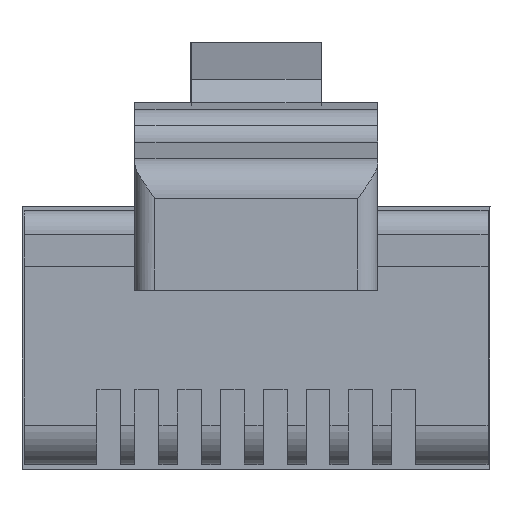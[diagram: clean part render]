
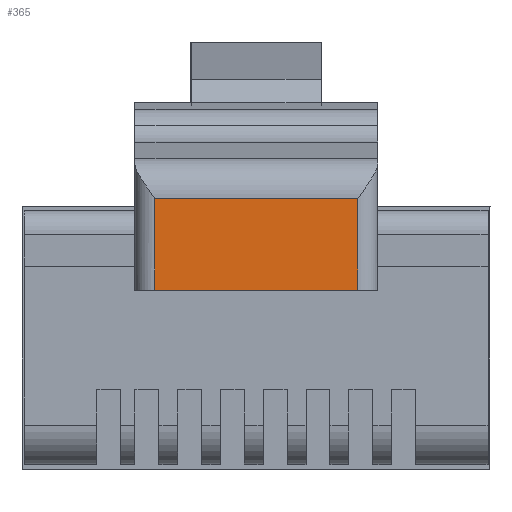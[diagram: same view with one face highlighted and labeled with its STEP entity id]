
A CAD part, front view. The second image highlights one B-rep face of the part: STEP entity #365.
In plain terms, the highlighted planar face has unit normal (0, -1, 0).
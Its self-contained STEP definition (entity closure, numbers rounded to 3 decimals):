
#102=FACE_OUTER_BOUND('',#687,.T.);
#365=ADVANCED_FACE('26-0-22',(#102),#535,.T.);
#535=PLANE('',#3491);
#687=EDGE_LOOP('',(#981,#982,#983,#984));
#981=ORIENTED_EDGE('',*,*,#2265,.T.);
#982=ORIENTED_EDGE('',*,*,#2266,.T.);
#983=ORIENTED_EDGE('',*,*,#2264,.T.);
#984=ORIENTED_EDGE('',*,*,#2259,.T.);
#1911=VERTEX_POINT('',#4907);
#1912=VERTEX_POINT('',#4909);
#1915=VERTEX_POINT('',#4931);
#1916=VERTEX_POINT('',#4936);
#2259=EDGE_CURVE('',#1912,#1911,#2742,.T.);
#2264=EDGE_CURVE('',#1915,#1912,#2745,.T.);
#2265=EDGE_CURVE('',#1911,#1916,#2746,.T.);
#2266=EDGE_CURVE('',#1916,#1915,#2747,.T.);
#2742=LINE('',#4908,#3144);
#2745=LINE('',#4933,#3147);
#2746=LINE('',#4935,#3148);
#2747=LINE('',#4937,#3149);
#3144=VECTOR('',#3874,1.);
#3147=VECTOR('',#3881,1.);
#3148=VECTOR('',#3884,1.);
#3149=VECTOR('',#3885,1.);
#3491=AXIS2_PLACEMENT_3D('',#4938,#3886,#3887);
#3874=DIRECTION('',(1.,0.,0.));
#3881=DIRECTION('',(0.,0.,-1.));
#3884=DIRECTION('',(0.,0.,1.));
#3885=DIRECTION('',(-1.,0.,0.));
#3886=DIRECTION('',(0.,-1.,0.));
#3887=DIRECTION('',(0.,0.,1.));
#4907=CARTESIAN_POINT('',(52.56,2.657,36.643));
#4908=CARTESIAN_POINT('',(47.46,2.657,36.643));
#4909=CARTESIAN_POINT('',(47.46,2.657,36.643));
#4931=CARTESIAN_POINT('',(47.46,2.657,38.943));
#4933=CARTESIAN_POINT('',(47.46,2.657,38.943));
#4935=CARTESIAN_POINT('',(52.56,2.657,36.643));
#4936=CARTESIAN_POINT('',(52.56,2.657,38.943));
#4937=CARTESIAN_POINT('',(52.56,2.657,38.943));
#4938=CARTESIAN_POINT('',(47.105,2.657,39.273));
